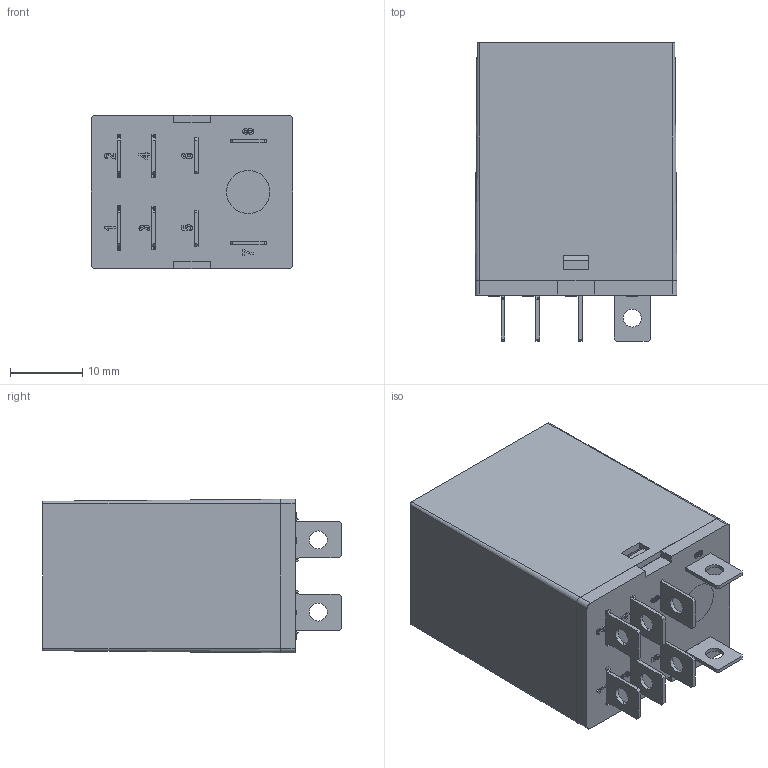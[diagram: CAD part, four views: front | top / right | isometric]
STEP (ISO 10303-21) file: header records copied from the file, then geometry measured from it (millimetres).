
FILE_DESCRIPTION (( 'STEP AP214' ), '1' );
FILE_NAME ('REP-2õõ.õL.STEP', '2020-07-01T02:30:29', ( 'Æåíÿ' ), ( '' ), 'SwSTEP 2.0', 'SolidWorks 2016', '' );
FILE_SCHEMA (( 'AUTOMOTIVE_DESIGN' ));
Length unit declared in the file: millimetre
Products named in the file (1): REP-2蘣.韽
Bounding box: 28 x 41.4 x 21.3 mm (x, y, z)
Volume: 6442.1 mm3; surface area: 9540.9 mm2
Topology: 4 solids, 8 shells, 341 faces, 899 edges, 598 vertices
Faces by surface type: plane 245, bspline 64, cylinder 28, cone 4
Entity records: 15086 total; most frequent: CARTESIAN_POINT 5287, ORIENTED_EDGE 1798, DIRECTION 1391, EDGE_CURVE 899, VECTOR 707, LINE 707, VERTEX_POINT 598, EDGE_LOOP 385
